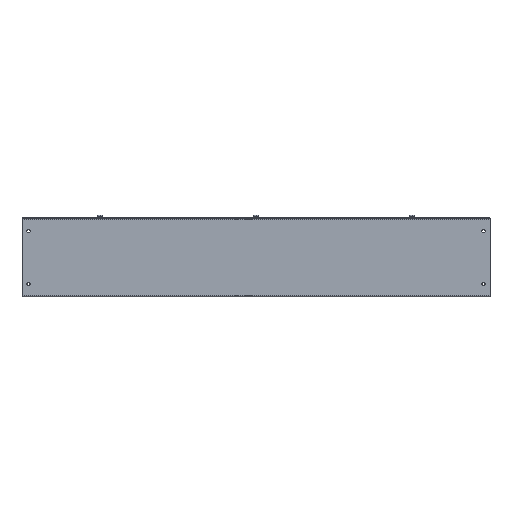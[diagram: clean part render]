
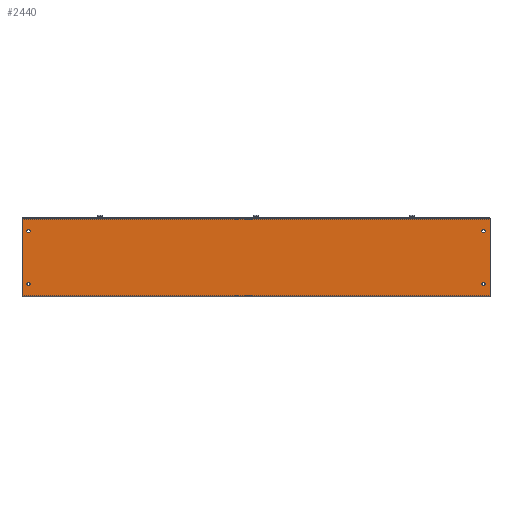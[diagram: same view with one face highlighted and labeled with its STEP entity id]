
A CAD part, left-side view. The second image highlights one B-rep face of the part: STEP entity #2440.
In plain terms, the highlighted planar face has unit normal (-1, 0, 0).
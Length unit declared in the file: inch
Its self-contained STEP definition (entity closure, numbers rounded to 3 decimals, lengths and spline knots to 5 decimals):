
#305 = DIRECTION ( 'NONE',  ( 1., 0., 0. ) ) ;
#374 = CARTESIAN_POINT ( 'NONE',  ( -3.057, 18., 0.086 ) ) ;
#438 = DIRECTION ( 'NONE',  ( 0., -1., 0. ) ) ;
#447 = CARTESIAN_POINT ( 'NONE',  ( -3.057, 17.5, 5.19 ) ) ;
#483 = VECTOR ( 'NONE', #8661, 39.37008 ) ;
#495 = VERTEX_POINT ( 'NONE', #5447 ) ;
#562 = DIRECTION ( 'NONE',  ( 0., 0., -1. ) ) ;
#600 = ORIENTED_EDGE ( 'NONE', *, *, #5162, .T. ) ;
#674 = EDGE_CURVE ( 'NONE', #5300, #2457, #6579, .T. ) ;
#782 = CARTESIAN_POINT ( 'NONE',  ( -3.057, 18., 0.086 ) ) ;
#816 = ORIENTED_EDGE ( 'NONE', *, *, #6033, .T. ) ;
#930 = EDGE_CURVE ( 'NONE', #4894, #5586, #7803, .T. ) ;
#1011 = CARTESIAN_POINT ( 'NONE',  ( -3.057, -17.5, 4.924 ) ) ;
#1096 = CARTESIAN_POINT ( 'NONE',  ( -3.057, 18., 0.057 ) ) ;
#1329 = AXIS2_PLACEMENT_3D ( 'NONE', #6330, #5094, #2996 ) ;
#1630 = FACE_BOUND ( 'NONE', #8493, .T. ) ;
#1747 = ORIENTED_EDGE ( 'NONE', *, *, #5602, .T. ) ;
#1829 = EDGE_LOOP ( 'NONE', ( #2843, #1747 ) ) ;
#1878 = CARTESIAN_POINT ( 'NONE',  ( -3.057, -18., 5.971 ) ) ;
#2055 = ORIENTED_EDGE ( 'NONE', *, *, #5297, .T. ) ;
#2142 = CARTESIAN_POINT ( 'NONE',  ( -3.057, -17.5, 1.133 ) ) ;
#2223 = CARTESIAN_POINT ( 'NONE',  ( -3.057, -17.5, 5.19 ) ) ;
#2264 = DIRECTION ( 'NONE',  ( 0., 0., 1. ) ) ;
#2327 = CARTESIAN_POINT ( 'NONE',  ( -3.057, 17.5, 5.057 ) ) ;
#2345 = VERTEX_POINT ( 'NONE', #447 ) ;
#2371 = LINE ( 'NONE', #5796, #7535 ) ;
#2377 = FACE_BOUND ( 'NONE', #1829, .T. ) ;
#2440 = ADVANCED_FACE ( 'NONE', ( #3656, #2377, #5047, #1630, #3084 ), #5673, .T. ) ;
#2457 = VERTEX_POINT ( 'NONE', #5802 ) ;
#2583 = AXIS2_PLACEMENT_3D ( 'NONE', #4908, #305, #7612 ) ;
#2651 = AXIS2_PLACEMENT_3D ( 'NONE', #6719, #6680, #6108 ) ;
#2687 = DIRECTION ( 'NONE',  ( 1., 0., 0. ) ) ;
#2836 = CARTESIAN_POINT ( 'NONE',  ( -3.057, 17.5, 1.133 ) ) ;
#2843 = ORIENTED_EDGE ( 'NONE', *, *, #930, .T. ) ;
#2996 = DIRECTION ( 'NONE',  ( 0., 0., 1. ) ) ;
#3084 = FACE_BOUND ( 'NONE', #7990, .T. ) ;
#3088 = CIRCLE ( 'NONE', #2651, 0.133 ) ;
#3153 = CIRCLE ( 'NONE', #2583, 0.133 ) ;
#3354 = AXIS2_PLACEMENT_3D ( 'NONE', #4786, #2687, #8149 ) ;
#3465 = LINE ( 'NONE', #782, #483 ) ;
#3559 = DIRECTION ( 'NONE',  ( 1., 0., 0. ) ) ;
#3633 = DIRECTION ( 'NONE',  ( 1., 0., 0. ) ) ;
#3656 = FACE_OUTER_BOUND ( 'NONE', #6363, .T. ) ;
#3810 = EDGE_CURVE ( 'NONE', #495, #2457, #2371, .T. ) ;
#3839 = AXIS2_PLACEMENT_3D ( 'NONE', #4544, #4588, #5209 ) ;
#3867 = CARTESIAN_POINT ( 'NONE',  ( -3.057, 17.5, 4.924 ) ) ;
#4213 = ORIENTED_EDGE ( 'NONE', *, *, #7827, .T. ) ;
#4254 = EDGE_CURVE ( 'NONE', #4731, #8609, #8061, .T. ) ;
#4312 = ORIENTED_EDGE ( 'NONE', *, *, #5069, .T. ) ;
#4323 = ORIENTED_EDGE ( 'NONE', *, *, #6306, .T. ) ;
#4343 = ORIENTED_EDGE ( 'NONE', *, *, #4254, .T. ) ;
#4401 = AXIS2_PLACEMENT_3D ( 'NONE', #5347, #7516, #4724 ) ;
#4469 = DIRECTION ( 'NONE',  ( 0., 0., 1. ) ) ;
#4515 = VERTEX_POINT ( 'NONE', #374 ) ;
#4544 = CARTESIAN_POINT ( 'NONE',  ( -3.057, 17.5, 1. ) ) ;
#4588 = DIRECTION ( 'NONE',  ( 1., 0., 0. ) ) ;
#4597 = EDGE_CURVE ( 'NONE', #4515, #495, #3465, .T. ) ;
#4724 = DIRECTION ( 'NONE',  ( 0., 0., 1. ) ) ;
#4731 = VERTEX_POINT ( 'NONE', #2836 ) ;
#4778 = CIRCLE ( 'NONE', #6479, 0.133 ) ;
#4786 = CARTESIAN_POINT ( 'NONE',  ( -3.057, -17.5, 1. ) ) ;
#4818 = AXIS2_PLACEMENT_3D ( 'NONE', #4938, #3633, #2264 ) ;
#4852 = EDGE_LOOP ( 'NONE', ( #4213, #2055 ) ) ;
#4894 = VERTEX_POINT ( 'NONE', #2142 ) ;
#4908 = CARTESIAN_POINT ( 'NONE',  ( -3.057, 17.5, 5.057 ) ) ;
#4938 = CARTESIAN_POINT ( 'NONE',  ( -3.057, -17.5, 5.057 ) ) ;
#5047 = FACE_BOUND ( 'NONE', #4852, .T. ) ;
#5069 = EDGE_CURVE ( 'NONE', #2345, #5148, #3153, .T. ) ;
#5094 = DIRECTION ( 'NONE',  ( -1., 0., 0. ) ) ;
#5148 = VERTEX_POINT ( 'NONE', #3867 ) ;
#5162 = EDGE_CURVE ( 'NONE', #5300, #4515, #6496, .T. ) ;
#5209 = DIRECTION ( 'NONE',  ( 0., 0., 1. ) ) ;
#5297 = EDGE_CURVE ( 'NONE', #6203, #7980, #6518, .T. ) ;
#5300 = VERTEX_POINT ( 'NONE', #6839 ) ;
#5347 = CARTESIAN_POINT ( 'NONE',  ( -3.057, -17.5, 1. ) ) ;
#5352 = DIRECTION ( 'NONE',  ( 1., 0., 0. ) ) ;
#5447 = CARTESIAN_POINT ( 'NONE',  ( -3.057, -18., 0.086 ) ) ;
#5499 = CARTESIAN_POINT ( 'NONE',  ( -3.057, -17.5, 0.867 ) ) ;
#5586 = VERTEX_POINT ( 'NONE', #5499 ) ;
#5602 = EDGE_CURVE ( 'NONE', #5586, #4894, #8693, .T. ) ;
#5673 = PLANE ( 'NONE',  #1329 ) ;
#5796 = CARTESIAN_POINT ( 'NONE',  ( -3.057, -18., 0.057 ) ) ;
#5802 = CARTESIAN_POINT ( 'NONE',  ( -3.057, -18., 5.971 ) ) ;
#6007 = DIRECTION ( 'NONE',  ( 0., 0., 1. ) ) ;
#6017 = CIRCLE ( 'NONE', #7152, 0.133 ) ;
#6033 = EDGE_CURVE ( 'NONE', #8609, #4731, #3088, .T. ) ;
#6108 = DIRECTION ( 'NONE',  ( 0., 0., 1. ) ) ;
#6203 = VERTEX_POINT ( 'NONE', #1011 ) ;
#6282 = CARTESIAN_POINT ( 'NONE',  ( -3.057, 17.5, 0.867 ) ) ;
#6306 = EDGE_CURVE ( 'NONE', #5148, #2345, #6017, .T. ) ;
#6330 = CARTESIAN_POINT ( 'NONE',  ( -3.057, 18., 0.047 ) ) ;
#6363 = EDGE_LOOP ( 'NONE', ( #600, #8408, #8402, #8447 ) ) ;
#6479 = AXIS2_PLACEMENT_3D ( 'NONE', #6625, #5352, #6007 ) ;
#6496 = LINE ( 'NONE', #1096, #8072 ) ;
#6518 = CIRCLE ( 'NONE', #4818, 0.133 ) ;
#6579 = LINE ( 'NONE', #1878, #8639 ) ;
#6625 = CARTESIAN_POINT ( 'NONE',  ( -3.057, -17.5, 5.057 ) ) ;
#6680 = DIRECTION ( 'NONE',  ( 1., 0., 0. ) ) ;
#6719 = CARTESIAN_POINT ( 'NONE',  ( -3.057, 17.5, 1. ) ) ;
#6839 = CARTESIAN_POINT ( 'NONE',  ( -3.057, 18., 5.971 ) ) ;
#7152 = AXIS2_PLACEMENT_3D ( 'NONE', #2327, #3559, #7705 ) ;
#7516 = DIRECTION ( 'NONE',  ( 1., 0., 0. ) ) ;
#7535 = VECTOR ( 'NONE', #4469, 39.37008 ) ;
#7612 = DIRECTION ( 'NONE',  ( 0., 0., 1. ) ) ;
#7705 = DIRECTION ( 'NONE',  ( 0., 0., 1. ) ) ;
#7803 = CIRCLE ( 'NONE', #4401, 0.133 ) ;
#7827 = EDGE_CURVE ( 'NONE', #7980, #6203, #4778, .T. ) ;
#7980 = VERTEX_POINT ( 'NONE', #2223 ) ;
#7990 = EDGE_LOOP ( 'NONE', ( #4312, #4323 ) ) ;
#8061 = CIRCLE ( 'NONE', #3839, 0.133 ) ;
#8072 = VECTOR ( 'NONE', #562, 39.37008 ) ;
#8149 = DIRECTION ( 'NONE',  ( 0., 0., 1. ) ) ;
#8402 = ORIENTED_EDGE ( 'NONE', *, *, #3810, .T. ) ;
#8408 = ORIENTED_EDGE ( 'NONE', *, *, #4597, .T. ) ;
#8447 = ORIENTED_EDGE ( 'NONE', *, *, #674, .F. ) ;
#8493 = EDGE_LOOP ( 'NONE', ( #4343, #816 ) ) ;
#8609 = VERTEX_POINT ( 'NONE', #6282 ) ;
#8639 = VECTOR ( 'NONE', #438, 39.37008 ) ;
#8661 = DIRECTION ( 'NONE',  ( 0., -1., 0. ) ) ;
#8693 = CIRCLE ( 'NONE', #3354, 0.133 ) ;
